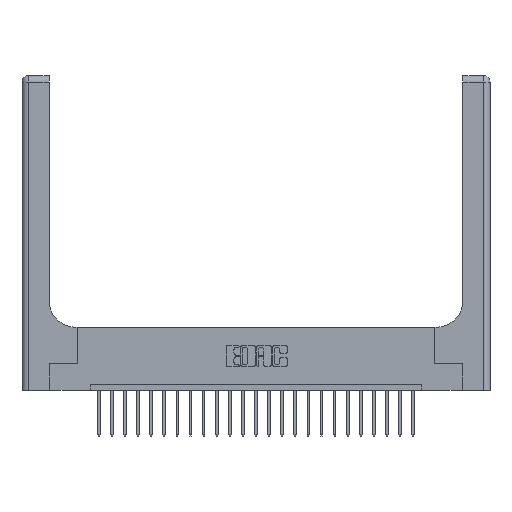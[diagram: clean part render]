
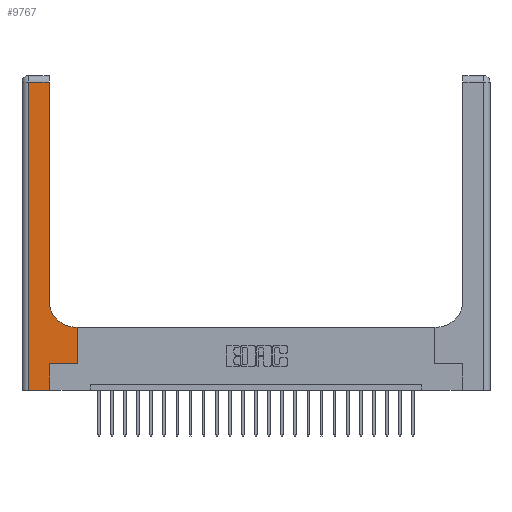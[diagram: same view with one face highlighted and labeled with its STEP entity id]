
A CAD part, top view. The second image highlights one B-rep face of the part: STEP entity #9767.
In plain terms, the highlighted planar face has unit normal (0, 0, 1).
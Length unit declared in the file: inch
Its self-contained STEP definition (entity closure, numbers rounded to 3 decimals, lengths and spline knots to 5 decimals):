
#403 = ORIENTED_EDGE ( 'NONE', *, *, #15386, .T. ) ;
#996 = LINE ( 'NONE', #18877, #12055 ) ;
#1340 = VERTEX_POINT ( 'NONE', #20733 ) ;
#1666 = CARTESIAN_POINT ( 'NONE',  ( 0.51, 0.6, 0.37 ) ) ;
#2315 = VECTOR ( 'NONE', #12093, 39.37008 ) ;
#2411 = ORIENTED_EDGE ( 'NONE', *, *, #11102, .T. ) ;
#2659 = DIRECTION ( 'NONE',  ( 0., 1., 0. ) ) ;
#2898 = EDGE_CURVE ( 'NONE', #19092, #1340, #11067, .T. ) ;
#3135 = ORIENTED_EDGE ( 'NONE', *, *, #14307, .T. ) ;
#3154 = FACE_OUTER_BOUND ( 'NONE', #9778, .T. ) ;
#3486 = ORIENTED_EDGE ( 'NONE', *, *, #16809, .T. ) ;
#3676 = VERTEX_POINT ( 'NONE', #22666 ) ;
#4568 = VECTOR ( 'NONE', #18288, 39.37008 ) ;
#4701 = CARTESIAN_POINT ( 'NONE',  ( 0.528, 0.25, 0.37 ) ) ;
#4890 = CARTESIAN_POINT ( 'NONE',  ( 0.06, 3., 0.37 ) ) ;
#5076 = LINE ( 'NONE', #12685, #8121 ) ;
#5993 = DIRECTION ( 'NONE',  ( 1., 0., 0. ) ) ;
#7147 = VERTEX_POINT ( 'NONE', #19125 ) ;
#8032 = DIRECTION ( 'NONE',  ( 0., 0., -1. ) ) ;
#8121 = VECTOR ( 'NONE', #19649, 39.37008 ) ;
#8232 = LINE ( 'NONE', #4890, #11866 ) ;
#9055 = AXIS2_PLACEMENT_3D ( 'NONE', #17490, #8032, #15267 ) ;
#9495 = EDGE_CURVE ( 'NONE', #7147, #22001, #5076, .T. ) ;
#9767 = ADVANCED_FACE ( 'NONE', ( #3154 ), #17613, .F. ) ;
#9778 = EDGE_LOOP ( 'NONE', ( #15695, #3486, #403, #10126, #23285, #2411, #13633, #17808, #3135 ) ) ;
#9862 = LINE ( 'NONE', #11777, #20986 ) ;
#10126 = ORIENTED_EDGE ( 'NONE', *, *, #14204, .T. ) ;
#10848 = DIRECTION ( 'NONE',  ( 0., 1., 0. ) ) ;
#10858 = LINE ( 'NONE', #18084, #22489 ) ;
#11067 = LINE ( 'NONE', #21865, #4568 ) ;
#11102 = EDGE_CURVE ( 'NONE', #18769, #19272, #22877, .T. ) ;
#11777 = CARTESIAN_POINT ( 'NONE',  ( 0., 2.94, 0.37 ) ) ;
#11866 = VECTOR ( 'NONE', #21018, 39.37008 ) ;
#12055 = VECTOR ( 'NONE', #2659, 39.37008 ) ;
#12093 = DIRECTION ( 'NONE',  ( 1., 0., 0. ) ) ;
#12266 = CIRCLE ( 'NONE', #18678, 0.25 ) ;
#12652 = CARTESIAN_POINT ( 'NONE',  ( 0.265, 0., 0.37 ) ) ;
#12685 = CARTESIAN_POINT ( 'NONE',  ( 0.26, 0.6, 0.37 ) ) ;
#13278 = VERTEX_POINT ( 'NONE', #16048 ) ;
#13633 = ORIENTED_EDGE ( 'NONE', *, *, #21373, .T. ) ;
#13867 = CARTESIAN_POINT ( 'NONE',  ( 0.265, 0.25, 0.37 ) ) ;
#13983 = CARTESIAN_POINT ( 'NONE',  ( 0.26, 0.85, 0.37 ) ) ;
#14204 = EDGE_CURVE ( 'NONE', #23368, #3676, #10858, .T. ) ;
#14272 = CARTESIAN_POINT ( 'NONE',  ( 0.06, 0., 0.37 ) ) ;
#14307 = EDGE_CURVE ( 'NONE', #22001, #19092, #12266, .T. ) ;
#14986 = DIRECTION ( 'NONE',  ( -1., 0., 0. ) ) ;
#15267 = DIRECTION ( 'NONE',  ( -1., 0., 0. ) ) ;
#15386 = EDGE_CURVE ( 'NONE', #13278, #23368, #8232, .T. ) ;
#15695 = ORIENTED_EDGE ( 'NONE', *, *, #2898, .T. ) ;
#16048 = CARTESIAN_POINT ( 'NONE',  ( 0.06, 2.94, 0.37 ) ) ;
#16809 = EDGE_CURVE ( 'NONE', #1340, #13278, #9862, .T. ) ;
#17490 = CARTESIAN_POINT ( 'NONE',  ( 0., 3., 0.37 ) ) ;
#17613 = PLANE ( 'NONE',  #9055 ) ;
#17808 = ORIENTED_EDGE ( 'NONE', *, *, #9495, .T. ) ;
#17916 = EDGE_CURVE ( 'NONE', #3676, #18769, #21642, .T. ) ;
#18084 = CARTESIAN_POINT ( 'NONE',  ( 0., 0., 0.37 ) ) ;
#18288 = DIRECTION ( 'NONE',  ( 0., 1., 0. ) ) ;
#18678 = AXIS2_PLACEMENT_3D ( 'NONE', #20691, #22363, #5993 ) ;
#18769 = VERTEX_POINT ( 'NONE', #21825 ) ;
#18877 = CARTESIAN_POINT ( 'NONE',  ( 0.528, 0.25, 0.37 ) ) ;
#19092 = VERTEX_POINT ( 'NONE', #13983 ) ;
#19125 = CARTESIAN_POINT ( 'NONE',  ( 0.528, 0.6, 0.37 ) ) ;
#19272 = VERTEX_POINT ( 'NONE', #4701 ) ;
#19649 = DIRECTION ( 'NONE',  ( -1., 0., 0. ) ) ;
#20691 = CARTESIAN_POINT ( 'NONE',  ( 0.51, 0.85, 0.37 ) ) ;
#20733 = CARTESIAN_POINT ( 'NONE',  ( 0.26, 2.94, 0.37 ) ) ;
#20986 = VECTOR ( 'NONE', #14986, 39.37008 ) ;
#21018 = DIRECTION ( 'NONE',  ( 0., -1., 0. ) ) ;
#21373 = EDGE_CURVE ( 'NONE', #19272, #7147, #996, .T. ) ;
#21391 = VECTOR ( 'NONE', #10848, 39.37008 ) ;
#21642 = LINE ( 'NONE', #12652, #21391 ) ;
#21775 = DIRECTION ( 'NONE',  ( 1., 0., 0. ) ) ;
#21825 = CARTESIAN_POINT ( 'NONE',  ( 0.265, 0.25, 0.37 ) ) ;
#21865 = CARTESIAN_POINT ( 'NONE',  ( 0.26, 3., 0.37 ) ) ;
#22001 = VERTEX_POINT ( 'NONE', #1666 ) ;
#22363 = DIRECTION ( 'NONE',  ( 0., 0., -1. ) ) ;
#22489 = VECTOR ( 'NONE', #21775, 39.37008 ) ;
#22666 = CARTESIAN_POINT ( 'NONE',  ( 0.265, 0., 0.37 ) ) ;
#22877 = LINE ( 'NONE', #13867, #2315 ) ;
#23285 = ORIENTED_EDGE ( 'NONE', *, *, #17916, .T. ) ;
#23368 = VERTEX_POINT ( 'NONE', #14272 ) ;
